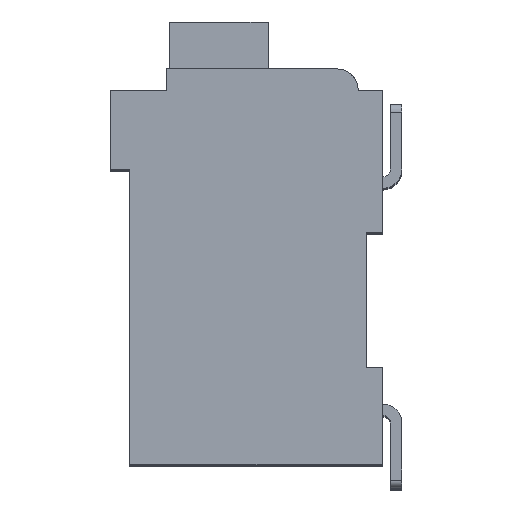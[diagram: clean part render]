
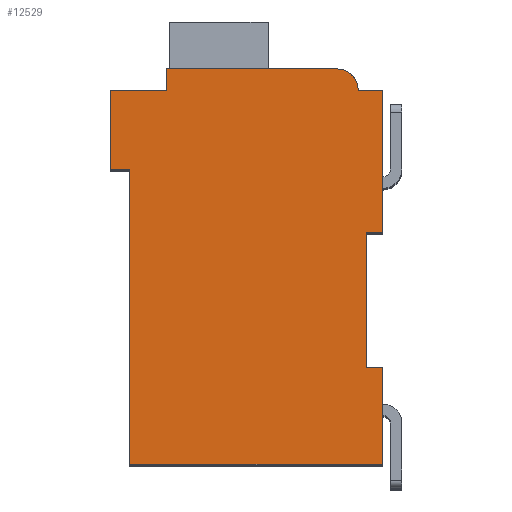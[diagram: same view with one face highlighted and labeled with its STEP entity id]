
A CAD part, top view. The second image highlights one B-rep face of the part: STEP entity #12529.
In plain terms, the highlighted planar face has unit normal (0, 0, 1).
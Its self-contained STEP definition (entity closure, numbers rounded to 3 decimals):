
#3974=DIRECTION('',(1.,0.,0.));
#3975=VECTOR('',#3974,0.5);
#3976=CARTESIAN_POINT('',(7.3,7.15,2.1));
#3977=LINE('',#3976,#3975);
#3978=DIRECTION('',(0.,1.,0.));
#3979=VECTOR('',#3978,4.15);
#3980=CARTESIAN_POINT('',(7.3,3.,2.1));
#3981=LINE('',#3980,#3979);
#3982=DIRECTION('',(-1.,0.,0.));
#3983=VECTOR('',#3982,0.5);
#3984=CARTESIAN_POINT('',(7.8,3.,2.1));
#3985=LINE('',#3984,#3983);
#3986=DIRECTION('',(0.,1.,0.));
#3987=VECTOR('',#3986,3.);
#3988=CARTESIAN_POINT('',(7.8,0.,2.1));
#3989=LINE('',#3988,#3987);
#3990=DIRECTION('',(1.,0.,0.));
#3991=VECTOR('',#3990,7.8);
#3992=CARTESIAN_POINT('',(0.,0.,2.1));
#3993=LINE('',#3992,#3991);
#3994=DIRECTION('',(0.,-1.,0.));
#3995=VECTOR('',#3994,9.1);
#3996=CARTESIAN_POINT('',(0.,9.1,2.1));
#3997=LINE('',#3996,#3995);
#3998=DIRECTION('',(1.,0.,0.));
#3999=VECTOR('',#3998,0.6);
#4000=CARTESIAN_POINT('',(-0.6,9.1,2.1));
#4001=LINE('',#4000,#3999);
#4002=DIRECTION('',(0.,-1.,0.));
#4003=VECTOR('',#4002,2.45);
#4004=CARTESIAN_POINT('',(-0.6,11.55,2.1));
#4005=LINE('',#4004,#4003);
#4006=DIRECTION('',(-1.,0.,0.));
#4007=VECTOR('',#4006,1.75);
#4008=CARTESIAN_POINT('',(1.15,11.55,2.1));
#4009=LINE('',#4008,#4007);
#4010=DIRECTION('',(0.,-1.,0.));
#4011=VECTOR('',#4010,0.65);
#4012=CARTESIAN_POINT('',(1.15,12.2,2.1));
#4013=LINE('',#4012,#4011);
#4014=DIRECTION('',(-1.,0.,0.));
#4015=VECTOR('',#4014,5.25);
#4016=CARTESIAN_POINT('',(6.4,12.2,2.1));
#4017=LINE('',#4016,#4015);
#4018=CARTESIAN_POINT('',(6.4,11.55,2.1));
#4019=DIRECTION('',(0.,0.,1.));
#4020=DIRECTION('',(1.,0.,0.));
#4021=AXIS2_PLACEMENT_3D('',#4018,#4019,#4020);
#4023=DIRECTION('',(-1.,0.,0.));
#4024=VECTOR('',#4023,0.75);
#4025=CARTESIAN_POINT('',(7.8,11.55,2.1));
#4026=LINE('',#4025,#4024);
#4027=DIRECTION('',(0.,1.,0.));
#4028=VECTOR('',#4027,4.4);
#4029=CARTESIAN_POINT('',(7.8,7.15,2.1));
#4030=LINE('',#4029,#4028);
#5979=CARTESIAN_POINT('',(7.3,7.15,2.1));
#5980=CARTESIAN_POINT('',(7.8,7.15,2.1));
#5981=VERTEX_POINT('',#5979);
#5982=VERTEX_POINT('',#5980);
#5983=CARTESIAN_POINT('',(7.8,11.55,2.1));
#5984=VERTEX_POINT('',#5983);
#5985=CARTESIAN_POINT('',(7.05,11.55,2.1));
#5986=VERTEX_POINT('',#5985);
#5987=CARTESIAN_POINT('',(6.4,12.2,2.1));
#5988=VERTEX_POINT('',#5987);
#5989=CARTESIAN_POINT('',(1.15,12.2,2.1));
#5990=VERTEX_POINT('',#5989);
#5991=CARTESIAN_POINT('',(1.15,11.55,2.1));
#5992=VERTEX_POINT('',#5991);
#5993=CARTESIAN_POINT('',(-0.6,11.55,2.1));
#5994=VERTEX_POINT('',#5993);
#5995=CARTESIAN_POINT('',(-0.6,9.1,2.1));
#5996=VERTEX_POINT('',#5995);
#5997=CARTESIAN_POINT('',(0.,9.1,2.1));
#5998=VERTEX_POINT('',#5997);
#5999=CARTESIAN_POINT('',(0.,0.,2.1));
#6000=VERTEX_POINT('',#5999);
#6001=CARTESIAN_POINT('',(7.8,0.,2.1));
#6002=VERTEX_POINT('',#6001);
#6003=CARTESIAN_POINT('',(7.8,3.,2.1));
#6004=VERTEX_POINT('',#6003);
#6005=CARTESIAN_POINT('',(7.3,3.,2.1));
#6006=VERTEX_POINT('',#6005);
#12508=CARTESIAN_POINT('',(0.,0.,2.1));
#12509=DIRECTION('',(0.,0.,1.));
#12510=DIRECTION('',(1.,0.,0.));
#12511=AXIS2_PLACEMENT_3D('',#12508,#12509,#12510);
#12512=PLANE('',#12511);
#12513=ORIENTED_EDGE('',*,*,#7860,.F.);
#12514=ORIENTED_EDGE('',*,*,#8202,.F.);
#12515=ORIENTED_EDGE('',*,*,#10242,.F.);
#12516=ORIENTED_EDGE('',*,*,#10387,.F.);
#12517=ORIENTED_EDGE('',*,*,#10564,.F.);
#12518=ORIENTED_EDGE('',*,*,#10810,.F.);
#12519=ORIENTED_EDGE('',*,*,#10904,.F.);
#12520=ORIENTED_EDGE('',*,*,#11085,.F.);
#12521=ORIENTED_EDGE('',*,*,#11313,.F.);
#12522=ORIENTED_EDGE('',*,*,#11658,.F.);
#12523=ORIENTED_EDGE('',*,*,#11920,.F.);
#12524=ORIENTED_EDGE('',*,*,#11364,.F.);
#12525=ORIENTED_EDGE('',*,*,#11549,.F.);
#12526=ORIENTED_EDGE('',*,*,#8097,.F.);
#12527=EDGE_LOOP('',(#12513,#12514,#12515,#12516,#12517,#12518,#12519,#12520,
#12521,#12522,#12523,#12524,#12525,#12526));
#12528=FACE_OUTER_BOUND('',#12527,.F.);
#4022=CIRCLE('',#4021,0.65);
#7860=EDGE_CURVE('',#5981,#5982,#3977,.T.);
#8097=EDGE_CURVE('',#5982,#5984,#4030,.T.);
#8202=EDGE_CURVE('',#6006,#5981,#3981,.T.);
#10242=EDGE_CURVE('',#6004,#6006,#3985,.T.);
#10387=EDGE_CURVE('',#6002,#6004,#3989,.T.);
#10564=EDGE_CURVE('',#6000,#6002,#3993,.T.);
#10810=EDGE_CURVE('',#5998,#6000,#3997,.T.);
#10904=EDGE_CURVE('',#5996,#5998,#4001,.T.);
#11085=EDGE_CURVE('',#5994,#5996,#4005,.T.);
#11313=EDGE_CURVE('',#5992,#5994,#4009,.T.);
#11364=EDGE_CURVE('',#5986,#5988,#4022,.T.);
#11549=EDGE_CURVE('',#5984,#5986,#4026,.T.);
#11658=EDGE_CURVE('',#5990,#5992,#4013,.T.);
#11920=EDGE_CURVE('',#5988,#5990,#4017,.T.);
#12529=ADVANCED_FACE('',(#12528),#12512,.T.);
